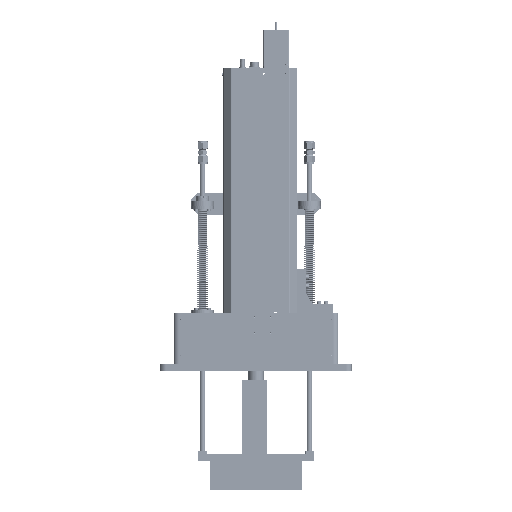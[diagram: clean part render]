
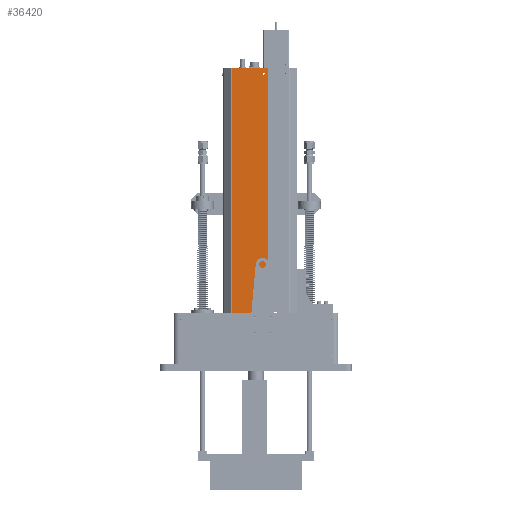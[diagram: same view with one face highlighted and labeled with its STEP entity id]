
A CAD part, left-side view. The second image highlights one B-rep face of the part: STEP entity #36420.
In plain terms, the highlighted planar face has unit normal (-1, 0, 0).
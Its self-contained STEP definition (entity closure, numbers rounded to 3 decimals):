
#3585 = CARTESIAN_POINT ( 'NONE',  ( -68., -17., 23.625 ) ) ;
#3816 = ORIENTED_EDGE ( 'NONE', *, *, #69779, .T. ) ;
#5121 = FACE_OUTER_BOUND ( 'NONE', #127398, .T. ) ;
#6993 = ORIENTED_EDGE ( 'NONE', *, *, #143476, .T. ) ;
#11150 = ORIENTED_EDGE ( 'NONE', *, *, #14503, .T. ) ;
#14503 = EDGE_CURVE ( 'NONE', #68416, #169767, #57214, .T. ) ;
#15317 = ORIENTED_EDGE ( 'NONE', *, *, #107901, .T. ) ;
#15822 = CARTESIAN_POINT ( 'NONE',  ( -68., -17., 26. ) ) ;
#23309 = CIRCLE ( 'NONE', #41455, 2.375 ) ;
#23389 = DIRECTION ( 'NONE',  ( 0., -1., 0. ) ) ;
#26635 = CARTESIAN_POINT ( 'NONE',  ( -68., -26.75, 15. ) ) ;
#27373 = AXIS2_PLACEMENT_3D ( 'NONE', #15822, #130142, #32152 ) ;
#32152 = DIRECTION ( 'NONE',  ( 0., 0., 1. ) ) ;
#36420 = ADVANCED_FACE ( 'NONE', ( #5121, #184051, #92050 ), #92498, .F. ) ;
#39398 = DIRECTION ( 'NONE',  ( 1., 0., 0. ) ) ;
#41455 = AXIS2_PLACEMENT_3D ( 'NONE', #168507, #70595, #184944 ) ;
#44778 = CARTESIAN_POINT ( 'NONE',  ( -68., 54.836, 565. ) ) ;
#45251 = ORIENTED_EDGE ( 'NONE', *, *, #180314, .T. ) ;
#49710 = CARTESIAN_POINT ( 'NONE',  ( -68., -17., 549.625 ) ) ;
#55469 = ORIENTED_EDGE ( 'NONE', *, *, #173140, .F. ) ;
#57214 = LINE ( 'NONE', #26635, #182467 ) ;
#59536 = CARTESIAN_POINT ( 'NONE',  ( -68., -26.75, 15. ) ) ;
#61225 = CIRCLE ( 'NONE', #97859, 2.375 ) ;
#64117 = EDGE_LOOP ( 'NONE', ( #3816, #6993 ) ) ;
#65282 = VERTEX_POINT ( 'NONE', #166164 ) ;
#66405 = VECTOR ( 'NONE', #108409, 1000. ) ;
#68416 = VERTEX_POINT ( 'NONE', #177989 ) ;
#68991 = VERTEX_POINT ( 'NONE', #49710 ) ;
#69779 = EDGE_CURVE ( 'NONE', #98782, #70228, #147438, .T. ) ;
#70228 = VERTEX_POINT ( 'NONE', #3585 ) ;
#70595 = DIRECTION ( 'NONE',  ( 1., 0., 0. ) ) ;
#73102 = VECTOR ( 'NONE', #207826, 1000. ) ;
#78239 = LINE ( 'NONE', #44778, #73102 ) ;
#87144 = AXIS2_PLACEMENT_3D ( 'NONE', #59536, #206839, #108915 ) ;
#87765 = ORIENTED_EDGE ( 'NONE', *, *, #137830, .T. ) ;
#91357 = CARTESIAN_POINT ( 'NONE',  ( -68., -17., 552. ) ) ;
#92050 = FACE_BOUND ( 'NONE', #172656, .T. ) ;
#92498 = PLANE ( 'NONE',  #87144 ) ;
#94149 = VECTOR ( 'NONE', #23389, 1000. ) ;
#97859 = AXIS2_PLACEMENT_3D ( 'NONE', #91357, #205661, #107751 ) ;
#98782 = VERTEX_POINT ( 'NONE', #121991 ) ;
#100571 = CARTESIAN_POINT ( 'NONE',  ( -68., -26.75, 565. ) ) ;
#103721 = ORIENTED_EDGE ( 'NONE', *, *, #136296, .T. ) ;
#104853 = CARTESIAN_POINT ( 'NONE',  ( -68., 54.836, 15. ) ) ;
#106308 = CARTESIAN_POINT ( 'NONE',  ( -68., 54.836, 565. ) ) ;
#107751 = DIRECTION ( 'NONE',  ( 0., 0., 1. ) ) ;
#107901 = EDGE_CURVE ( 'NONE', #65282, #68416, #181003, .T. ) ;
#108409 = DIRECTION ( 'NONE',  ( 0., 0., 1. ) ) ;
#108915 = DIRECTION ( 'NONE',  ( 0., 0., 1. ) ) ;
#121991 = CARTESIAN_POINT ( 'NONE',  ( -68., -17., 28.375 ) ) ;
#124874 = CARTESIAN_POINT ( 'NONE',  ( -68., 54.836, 15. ) ) ;
#125962 = CIRCLE ( 'NONE', #27373, 2.375 ) ;
#126032 = DIRECTION ( 'NONE',  ( 0., 0., 1. ) ) ;
#127398 = EDGE_LOOP ( 'NONE', ( #15317, #11150, #45251, #55469 ) ) ;
#130142 = DIRECTION ( 'NONE',  ( 1., 0., 0. ) ) ;
#136296 = EDGE_CURVE ( 'NONE', #68991, #173942, #23309, .T. ) ;
#137413 = CARTESIAN_POINT ( 'NONE',  ( -68., -17., 26. ) ) ;
#137830 = EDGE_CURVE ( 'NONE', #173942, #68991, #61225, .T. ) ;
#143476 = EDGE_CURVE ( 'NONE', #70228, #98782, #125962, .T. ) ;
#147438 = CIRCLE ( 'NONE', #183189, 2.375 ) ;
#153374 = LINE ( 'NONE', #124874, #66405 ) ;
#153770 = DIRECTION ( 'NONE',  ( 0., 0., 1. ) ) ;
#159168 = VERTEX_POINT ( 'NONE', #106308 ) ;
#166164 = CARTESIAN_POINT ( 'NONE',  ( -68., 54.836, 15. ) ) ;
#168507 = CARTESIAN_POINT ( 'NONE',  ( -68., -17., 552. ) ) ;
#169767 = VERTEX_POINT ( 'NONE', #100571 ) ;
#172656 = EDGE_LOOP ( 'NONE', ( #87765, #103721 ) ) ;
#173140 = EDGE_CURVE ( 'NONE', #65282, #159168, #153374, .T. ) ;
#173942 = VERTEX_POINT ( 'NONE', #194112 ) ;
#177989 = CARTESIAN_POINT ( 'NONE',  ( -68., -26.75, 15. ) ) ;
#180314 = EDGE_CURVE ( 'NONE', #169767, #159168, #78239, .T. ) ;
#181003 = LINE ( 'NONE', #104853, #94149 ) ;
#182467 = VECTOR ( 'NONE', #126032, 1000. ) ;
#183189 = AXIS2_PLACEMENT_3D ( 'NONE', #137413, #39398, #153770 ) ;
#184051 = FACE_BOUND ( 'NONE', #64117, .T. ) ;
#184944 = DIRECTION ( 'NONE',  ( 0., 0., 1. ) ) ;
#194112 = CARTESIAN_POINT ( 'NONE',  ( -68., -17., 554.375 ) ) ;
#205661 = DIRECTION ( 'NONE',  ( 1., 0., 0. ) ) ;
#206839 = DIRECTION ( 'NONE',  ( 1., 0., 0. ) ) ;
#207826 = DIRECTION ( 'NONE',  ( 0., 1., 0. ) ) ;
